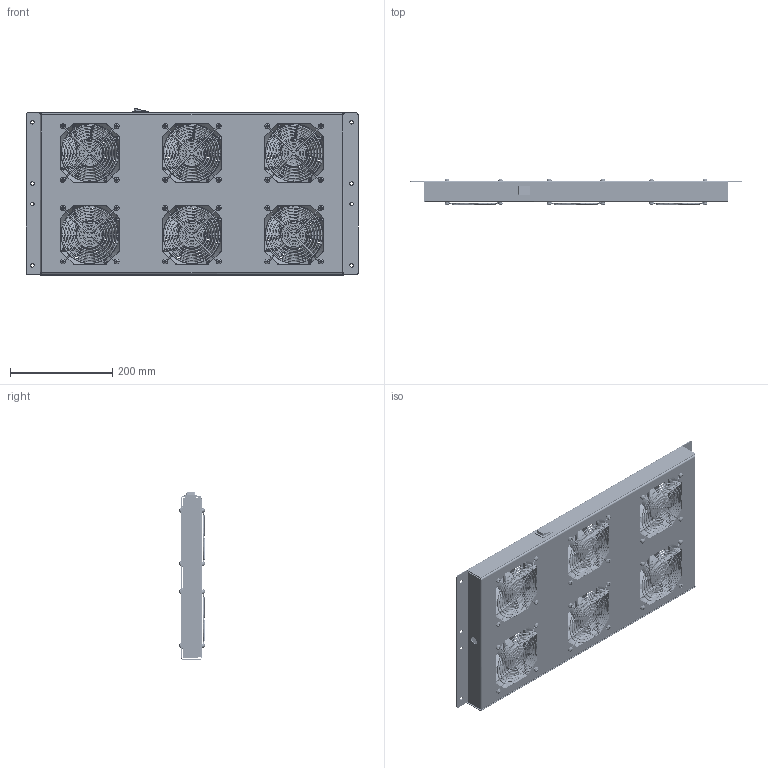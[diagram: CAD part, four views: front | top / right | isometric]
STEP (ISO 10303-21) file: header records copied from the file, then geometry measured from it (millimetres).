
FILE_DESCRIPTION (( 'STEP AP203' ), '1' );
FILE_NAME ('R5VSIT8006F.STEP', '2014-04-04T11:33:53', ( 'admin' ), ( '' ), 'SwSTEP 2.0', 'SolidWorks 2013', '' );
FILE_SCHEMA (( 'CONFIG_CONTROL_DESIGN' ));
Length unit declared in the file: millimetre
Products named in the file (7): QB03C156; Ventola 120mm; QB03C155_QB03C143; griglia ventola 120mm; Interruttori per ventole_Standard; A2200024; R5VSIT8006F
Assembly tree (63 placements, depth 2):
  R5VSIT8006F
    QB03C156
    Ventola 120mm  x6
    QB03C155_QB03C143
    griglia ventola 120mm  x6
    Interruttori per ventole_Standard
    A2200024  x48
Bounding box: 650 x 50.15 x 327.15 mm (x, y, z)
Volume: 1498620.6 mm3; surface area: 1320189.2 mm2
Topology: 117 solids, 117 shells, 4615 faces, 12486 edges, 8068 vertices
Faces by surface type: plane 2864, cylinder 693, bspline 512, torus 288, cone 162, sphere 96
Entity records: 62706 total; most frequent: CARTESIAN_POINT 15044, ORIENTED_EDGE 9672, DIRECTION 8499, EDGE_CURVE 4836, LINE 4039, VECTOR 4039, VERTEX_POINT 3182, EDGE_LOOP 2372
